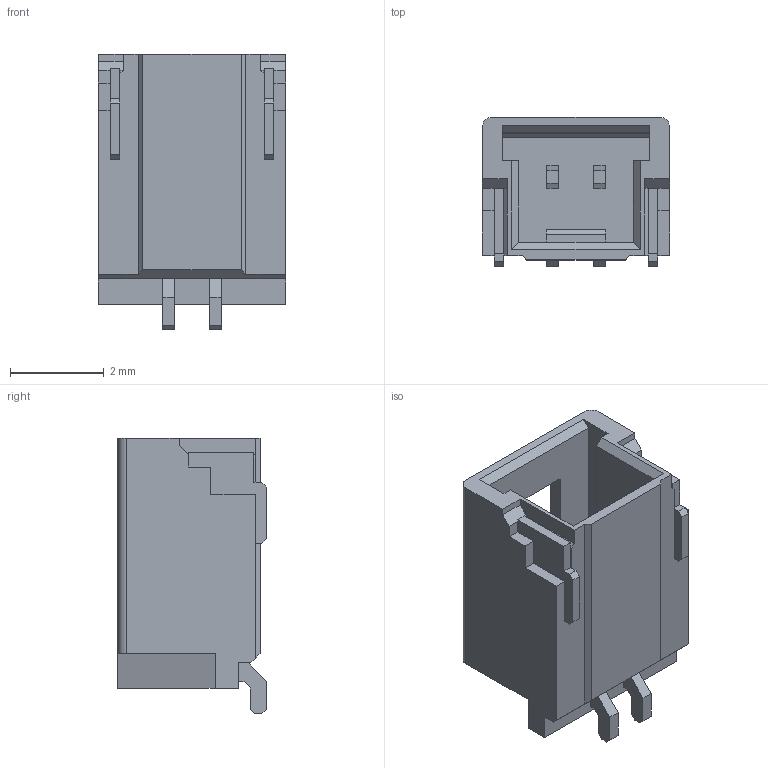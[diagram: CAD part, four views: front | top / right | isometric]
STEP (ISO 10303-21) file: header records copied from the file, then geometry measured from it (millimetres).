
FILE_DESCRIPTION((''),'2;1');
FILE_NAME('2023960207','2017-07-18T',('ksrinivasara'),(''),'PRO/ENGINEER BY PARAMETRIC TECHNOLOGY CORPORATION, 2012310','PRO/ENGINEER BY PARAMETRIC TECHNOLOGY CORPORATION, 2012310','');
FILE_SCHEMA(('CONFIG_CONTROL_DESIGN'));
Length unit declared in the file: millimetre
Products named in the file (1): 2023960207
Bounding box: 4 x 3.19 x 5.9 mm (x, y, z)
Volume: 35.6 mm3; surface area: 148.1 mm2
Topology: 1 solids, 1 shells, 124 faces, 361 edges, 242 vertices
Faces by surface type: plane 118, cylinder 6
Entity records: 4036 total; most frequent: CARTESIAN_POINT 712, ORIENTED_EDGE 690, DIRECTION 623, VECTOR 349, LINE 349, EDGE_CURVE 345, VERTEX_POINT 226, AXIS2_PLACEMENT_3D 137
